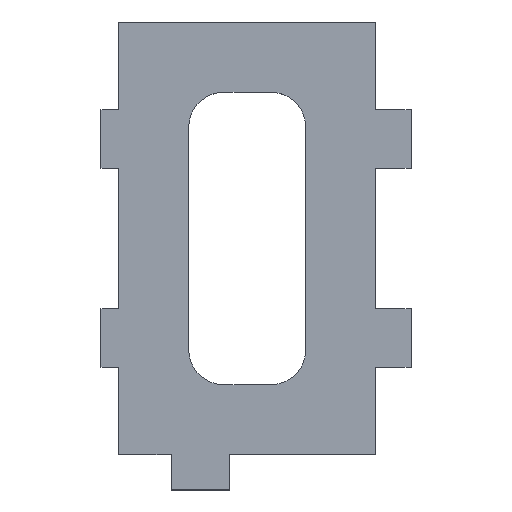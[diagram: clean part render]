
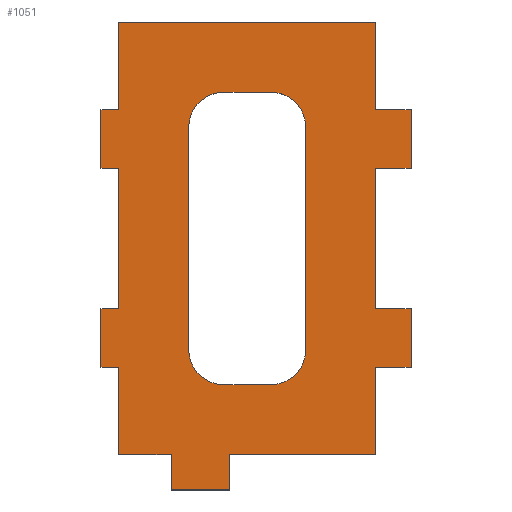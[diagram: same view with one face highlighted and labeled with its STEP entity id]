
A CAD part, top view. The second image highlights one B-rep face of the part: STEP entity #1051.
In plain terms, the highlighted planar face has unit normal (0, 0, 1).
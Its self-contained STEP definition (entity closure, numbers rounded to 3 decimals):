
#42=CARTESIAN_POINT('Vertex',(22.,74.,3.)) ;
#56=CARTESIAN_POINT('Vertex',(-22.,74.,3.)) ;
#59=CARTESIAN_POINT('Line Origine',(0.,74.,3.)) ;
#87=CARTESIAN_POINT('Vertex',(-22.,59.,3.)) ;
#90=CARTESIAN_POINT('Line Origine',(-22.,66.5,3.)) ;
#118=CARTESIAN_POINT('Vertex',(-25.,59.,3.)) ;
#121=CARTESIAN_POINT('Line Origine',(-23.5,59.,3.)) ;
#149=CARTESIAN_POINT('Vertex',(-25.,49.,3.)) ;
#152=CARTESIAN_POINT('Line Origine',(-25.,54.,3.)) ;
#180=CARTESIAN_POINT('Vertex',(-22.,49.,3.)) ;
#183=CARTESIAN_POINT('Line Origine',(-23.5,49.,3.)) ;
#206=CARTESIAN_POINT('Vertex',(-22.,25.,3.)) ;
#209=CARTESIAN_POINT('Line Origine',(-22.,37.,3.)) ;
#237=CARTESIAN_POINT('Vertex',(-25.,25.,3.)) ;
#240=CARTESIAN_POINT('Line Origine',(-23.5,25.,3.)) ;
#263=CARTESIAN_POINT('Vertex',(-25.,15.,3.)) ;
#266=CARTESIAN_POINT('Line Origine',(-25.,20.,3.)) ;
#294=CARTESIAN_POINT('Vertex',(-22.,15.,3.)) ;
#297=CARTESIAN_POINT('Line Origine',(-23.5,15.,3.)) ;
#320=CARTESIAN_POINT('Vertex',(-22.,0.,3.)) ;
#323=CARTESIAN_POINT('Line Origine',(-22.,7.5,3.)) ;
#351=CARTESIAN_POINT('Vertex',(-13.,0.,3.)) ;
#354=CARTESIAN_POINT('Line Origine',(-17.5,0.,3.)) ;
#382=CARTESIAN_POINT('Vertex',(-13.,-6.,3.)) ;
#385=CARTESIAN_POINT('Line Origine',(-13.,-3.,3.)) ;
#413=CARTESIAN_POINT('Vertex',(-3.,-6.,3.)) ;
#416=CARTESIAN_POINT('Line Origine',(-8.,-6.,3.)) ;
#444=CARTESIAN_POINT('Vertex',(-3.,0.,3.)) ;
#447=CARTESIAN_POINT('Line Origine',(-3.,-3.,3.)) ;
#470=CARTESIAN_POINT('Vertex',(22.,0.,3.)) ;
#473=CARTESIAN_POINT('Line Origine',(9.5,0.,3.)) ;
#501=CARTESIAN_POINT('Vertex',(22.,15.,3.)) ;
#504=CARTESIAN_POINT('Line Origine',(22.,7.5,3.)) ;
#527=CARTESIAN_POINT('Vertex',(28.,15.,3.)) ;
#530=CARTESIAN_POINT('Line Origine',(25.,15.,3.)) ;
#558=CARTESIAN_POINT('Vertex',(28.,25.,3.)) ;
#561=CARTESIAN_POINT('Line Origine',(28.,20.,3.)) ;
#584=CARTESIAN_POINT('Vertex',(22.,25.,3.)) ;
#587=CARTESIAN_POINT('Line Origine',(25.,25.,3.)) ;
#610=CARTESIAN_POINT('Vertex',(22.,49.,3.)) ;
#613=CARTESIAN_POINT('Line Origine',(22.,37.,3.)) ;
#636=CARTESIAN_POINT('Vertex',(28.,49.,3.)) ;
#639=CARTESIAN_POINT('Line Origine',(25.,49.,3.)) ;
#662=CARTESIAN_POINT('Vertex',(28.,59.,3.)) ;
#665=CARTESIAN_POINT('Line Origine',(28.,54.,3.)) ;
#688=CARTESIAN_POINT('Vertex',(22.,59.,3.)) ;
#691=CARTESIAN_POINT('Line Origine',(25.,59.,3.)) ;
#708=CARTESIAN_POINT('Line Origine',(22.,66.5,3.)) ;
#725=CARTESIAN_POINT('Line Origine',(0.,62.,3.)) ;
#729=CARTESIAN_POINT('Vertex',(4.,62.,3.)) ;
#731=CARTESIAN_POINT('Vertex',(-4.,62.,3.)) ;
#765=CARTESIAN_POINT('Axis2P3D Location',(4.,56.,3.)) ;
#769=CARTESIAN_POINT('Vertex',(10.,56.,3.)) ;
#796=CARTESIAN_POINT('Line Origine',(10.,37.,3.)) ;
#800=CARTESIAN_POINT('Vertex',(10.,18.,3.)) ;
#827=CARTESIAN_POINT('Axis2P3D Location',(4.,18.,3.)) ;
#831=CARTESIAN_POINT('Vertex',(4.,12.,3.)) ;
#858=CARTESIAN_POINT('Line Origine',(0.,12.,3.)) ;
#862=CARTESIAN_POINT('Vertex',(-4.,12.,3.)) ;
#889=CARTESIAN_POINT('Axis2P3D Location',(-4.,18.,3.)) ;
#893=CARTESIAN_POINT('Vertex',(-10.,18.,3.)) ;
#920=CARTESIAN_POINT('Line Origine',(-10.,37.,3.)) ;
#924=CARTESIAN_POINT('Vertex',(-10.,56.,3.)) ;
#951=CARTESIAN_POINT('Axis2P3D Location',(-4.,56.,3.)) ;
#1010=CARTESIAN_POINT('Axis2P3D Location',(0.,0.,3.)) ;
#61=VECTOR('Line Direction',#60,1.) ;
#92=VECTOR('Line Direction',#91,1.) ;
#123=VECTOR('Line Direction',#122,1.) ;
#154=VECTOR('Line Direction',#153,1.) ;
#185=VECTOR('Line Direction',#184,1.) ;
#211=VECTOR('Line Direction',#210,1.) ;
#242=VECTOR('Line Direction',#241,1.) ;
#268=VECTOR('Line Direction',#267,1.) ;
#299=VECTOR('Line Direction',#298,1.) ;
#325=VECTOR('Line Direction',#324,1.) ;
#356=VECTOR('Line Direction',#355,1.) ;
#387=VECTOR('Line Direction',#386,1.) ;
#418=VECTOR('Line Direction',#417,1.) ;
#449=VECTOR('Line Direction',#448,1.) ;
#475=VECTOR('Line Direction',#474,1.) ;
#506=VECTOR('Line Direction',#505,1.) ;
#532=VECTOR('Line Direction',#531,1.) ;
#563=VECTOR('Line Direction',#562,1.) ;
#589=VECTOR('Line Direction',#588,1.) ;
#615=VECTOR('Line Direction',#614,1.) ;
#641=VECTOR('Line Direction',#640,1.) ;
#667=VECTOR('Line Direction',#666,1.) ;
#693=VECTOR('Line Direction',#692,1.) ;
#710=VECTOR('Line Direction',#709,1.) ;
#727=VECTOR('Line Direction',#726,1.) ;
#798=VECTOR('Line Direction',#797,1.) ;
#860=VECTOR('Line Direction',#859,1.) ;
#922=VECTOR('Line Direction',#921,1.) ;
#60=DIRECTION('Vector Direction',(-1.,0.,0.)) ;
#91=DIRECTION('Vector Direction',(0.,-1.,0.)) ;
#122=DIRECTION('Vector Direction',(-1.,0.,0.)) ;
#153=DIRECTION('Vector Direction',(0.,-1.,0.)) ;
#184=DIRECTION('Vector Direction',(1.,0.,0.)) ;
#210=DIRECTION('Vector Direction',(0.,-1.,0.)) ;
#241=DIRECTION('Vector Direction',(-1.,0.,0.)) ;
#267=DIRECTION('Vector Direction',(0.,-1.,0.)) ;
#298=DIRECTION('Vector Direction',(1.,0.,0.)) ;
#324=DIRECTION('Vector Direction',(0.,-1.,0.)) ;
#355=DIRECTION('Vector Direction',(1.,0.,0.)) ;
#386=DIRECTION('Vector Direction',(0.,-1.,0.)) ;
#417=DIRECTION('Vector Direction',(1.,0.,0.)) ;
#448=DIRECTION('Vector Direction',(0.,1.,0.)) ;
#474=DIRECTION('Vector Direction',(-1.,0.,0.)) ;
#505=DIRECTION('Vector Direction',(0.,-1.,0.)) ;
#531=DIRECTION('Vector Direction',(-1.,0.,0.)) ;
#562=DIRECTION('Vector Direction',(0.,-1.,0.)) ;
#588=DIRECTION('Vector Direction',(1.,0.,0.)) ;
#614=DIRECTION('Vector Direction',(0.,-1.,0.)) ;
#640=DIRECTION('Vector Direction',(-1.,0.,0.)) ;
#666=DIRECTION('Vector Direction',(0.,-1.,0.)) ;
#692=DIRECTION('Vector Direction',(1.,0.,0.)) ;
#709=DIRECTION('Vector Direction',(0.,-1.,0.)) ;
#726=DIRECTION('Vector Direction',(1.,0.,0.)) ;
#766=DIRECTION('Axis2P3D Direction',(0.,0.,1.)) ;
#797=DIRECTION('Vector Direction',(0.,1.,0.)) ;
#828=DIRECTION('Axis2P3D Direction',(0.,0.,1.)) ;
#859=DIRECTION('Vector Direction',(-1.,0.,0.)) ;
#890=DIRECTION('Axis2P3D Direction',(0.,0.,1.)) ;
#921=DIRECTION('Vector Direction',(0.,-1.,0.)) ;
#952=DIRECTION('Axis2P3D Direction',(0.,0.,1.)) ;
#1011=DIRECTION('Axis2P3D Direction',(0.,0.,1.)) ;
#1012=DIRECTION('Axis2P3D XDirection',(1.,0.,0.)) ;
#767=AXIS2_PLACEMENT_3D('Circle Axis2P3D',#765,#766,$) ;
#829=AXIS2_PLACEMENT_3D('Circle Axis2P3D',#827,#828,$) ;
#891=AXIS2_PLACEMENT_3D('Circle Axis2P3D',#889,#890,$) ;
#953=AXIS2_PLACEMENT_3D('Circle Axis2P3D',#951,#952,$) ;
#1013=AXIS2_PLACEMENT_3D('Plane Axis2P3D',#1010,#1011,#1012) ;
#62=LINE('Line',#59,#61) ;
#93=LINE('Line',#90,#92) ;
#124=LINE('Line',#121,#123) ;
#155=LINE('Line',#152,#154) ;
#186=LINE('Line',#183,#185) ;
#212=LINE('Line',#209,#211) ;
#243=LINE('Line',#240,#242) ;
#269=LINE('Line',#266,#268) ;
#300=LINE('Line',#297,#299) ;
#326=LINE('Line',#323,#325) ;
#357=LINE('Line',#354,#356) ;
#388=LINE('Line',#385,#387) ;
#419=LINE('Line',#416,#418) ;
#450=LINE('Line',#447,#449) ;
#476=LINE('Line',#473,#475) ;
#507=LINE('Line',#504,#506) ;
#533=LINE('Line',#530,#532) ;
#564=LINE('Line',#561,#563) ;
#590=LINE('Line',#587,#589) ;
#616=LINE('Line',#613,#615) ;
#642=LINE('Line',#639,#641) ;
#668=LINE('Line',#665,#667) ;
#694=LINE('Line',#691,#693) ;
#711=LINE('Line',#708,#710) ;
#728=LINE('Line',#725,#727) ;
#799=LINE('Line',#796,#798) ;
#861=LINE('Line',#858,#860) ;
#923=LINE('Line',#920,#922) ;
#768=CIRCLE('generated circle',#767,6.) ;
#830=CIRCLE('generated circle',#829,6.) ;
#892=CIRCLE('generated circle',#891,6.) ;
#954=CIRCLE('generated circle',#953,6.) ;
#1014=PLANE('',#1013) ;
#1050=FACE_BOUND('',#1041,.T.) ;
#63=EDGE_CURVE('',#43,#57,#62,.T.) ;
#94=EDGE_CURVE('',#57,#88,#93,.T.) ;
#125=EDGE_CURVE('',#88,#119,#124,.T.) ;
#156=EDGE_CURVE('',#119,#150,#155,.T.) ;
#187=EDGE_CURVE('',#150,#181,#186,.T.) ;
#213=EDGE_CURVE('',#181,#207,#212,.T.) ;
#244=EDGE_CURVE('',#207,#238,#243,.T.) ;
#270=EDGE_CURVE('',#238,#264,#269,.T.) ;
#301=EDGE_CURVE('',#264,#295,#300,.T.) ;
#327=EDGE_CURVE('',#295,#321,#326,.T.) ;
#358=EDGE_CURVE('',#321,#352,#357,.T.) ;
#389=EDGE_CURVE('',#352,#383,#388,.T.) ;
#420=EDGE_CURVE('',#383,#414,#419,.T.) ;
#451=EDGE_CURVE('',#414,#445,#450,.T.) ;
#477=EDGE_CURVE('',#445,#471,#476,.F.) ;
#508=EDGE_CURVE('',#471,#502,#507,.F.) ;
#534=EDGE_CURVE('',#502,#528,#533,.F.) ;
#565=EDGE_CURVE('',#528,#559,#564,.F.) ;
#591=EDGE_CURVE('',#559,#585,#590,.F.) ;
#617=EDGE_CURVE('',#585,#611,#616,.F.) ;
#643=EDGE_CURVE('',#611,#637,#642,.F.) ;
#669=EDGE_CURVE('',#637,#663,#668,.F.) ;
#695=EDGE_CURVE('',#663,#689,#694,.F.) ;
#712=EDGE_CURVE('',#689,#43,#711,.F.) ;
#733=EDGE_CURVE('',#730,#732,#728,.F.) ;
#771=EDGE_CURVE('',#770,#730,#768,.T.) ;
#802=EDGE_CURVE('',#801,#770,#799,.T.) ;
#833=EDGE_CURVE('',#832,#801,#830,.T.) ;
#864=EDGE_CURVE('',#863,#832,#861,.F.) ;
#895=EDGE_CURVE('',#894,#863,#892,.T.) ;
#926=EDGE_CURVE('',#925,#894,#923,.T.) ;
#955=EDGE_CURVE('',#732,#925,#954,.T.) ;
#1016=ORIENTED_EDGE('',*,*,#63,.T.) ;
#1017=ORIENTED_EDGE('',*,*,#94,.T.) ;
#1018=ORIENTED_EDGE('',*,*,#125,.T.) ;
#1019=ORIENTED_EDGE('',*,*,#156,.T.) ;
#1020=ORIENTED_EDGE('',*,*,#187,.T.) ;
#1021=ORIENTED_EDGE('',*,*,#213,.T.) ;
#1022=ORIENTED_EDGE('',*,*,#244,.T.) ;
#1023=ORIENTED_EDGE('',*,*,#270,.T.) ;
#1024=ORIENTED_EDGE('',*,*,#301,.T.) ;
#1025=ORIENTED_EDGE('',*,*,#327,.T.) ;
#1026=ORIENTED_EDGE('',*,*,#358,.T.) ;
#1027=ORIENTED_EDGE('',*,*,#389,.T.) ;
#1028=ORIENTED_EDGE('',*,*,#420,.T.) ;
#1029=ORIENTED_EDGE('',*,*,#451,.T.) ;
#1030=ORIENTED_EDGE('',*,*,#477,.T.) ;
#1031=ORIENTED_EDGE('',*,*,#508,.T.) ;
#1032=ORIENTED_EDGE('',*,*,#534,.T.) ;
#1033=ORIENTED_EDGE('',*,*,#565,.T.) ;
#1034=ORIENTED_EDGE('',*,*,#591,.T.) ;
#1035=ORIENTED_EDGE('',*,*,#617,.T.) ;
#1036=ORIENTED_EDGE('',*,*,#643,.T.) ;
#1037=ORIENTED_EDGE('',*,*,#669,.T.) ;
#1038=ORIENTED_EDGE('',*,*,#695,.T.) ;
#1039=ORIENTED_EDGE('',*,*,#712,.T.) ;
#1042=ORIENTED_EDGE('',*,*,#733,.F.) ;
#1043=ORIENTED_EDGE('',*,*,#771,.F.) ;
#1044=ORIENTED_EDGE('',*,*,#802,.F.) ;
#1045=ORIENTED_EDGE('',*,*,#833,.F.) ;
#1046=ORIENTED_EDGE('',*,*,#864,.F.) ;
#1047=ORIENTED_EDGE('',*,*,#895,.F.) ;
#1048=ORIENTED_EDGE('',*,*,#926,.F.) ;
#1049=ORIENTED_EDGE('',*,*,#955,.F.) ;
#1015=EDGE_LOOP('',(#1016,#1017,#1018,#1019,#1020,#1021,#1022,#1023,#1024,#1025,#1026,#1027,#1028,#1029,#1030,#1031,#1032,#1033,#1034,#1035,#1036,#1037,#1038,#1039)) ;
#1041=EDGE_LOOP('',(#1042,#1043,#1044,#1045,#1046,#1047,#1048,#1049)) ;
#43=VERTEX_POINT('',#42) ;
#57=VERTEX_POINT('',#56) ;
#88=VERTEX_POINT('',#87) ;
#119=VERTEX_POINT('',#118) ;
#150=VERTEX_POINT('',#149) ;
#181=VERTEX_POINT('',#180) ;
#207=VERTEX_POINT('',#206) ;
#238=VERTEX_POINT('',#237) ;
#264=VERTEX_POINT('',#263) ;
#295=VERTEX_POINT('',#294) ;
#321=VERTEX_POINT('',#320) ;
#352=VERTEX_POINT('',#351) ;
#383=VERTEX_POINT('',#382) ;
#414=VERTEX_POINT('',#413) ;
#445=VERTEX_POINT('',#444) ;
#471=VERTEX_POINT('',#470) ;
#502=VERTEX_POINT('',#501) ;
#528=VERTEX_POINT('',#527) ;
#559=VERTEX_POINT('',#558) ;
#585=VERTEX_POINT('',#584) ;
#611=VERTEX_POINT('',#610) ;
#637=VERTEX_POINT('',#636) ;
#663=VERTEX_POINT('',#662) ;
#689=VERTEX_POINT('',#688) ;
#730=VERTEX_POINT('',#729) ;
#732=VERTEX_POINT('',#731) ;
#770=VERTEX_POINT('',#769) ;
#801=VERTEX_POINT('',#800) ;
#832=VERTEX_POINT('',#831) ;
#863=VERTEX_POINT('',#862) ;
#894=VERTEX_POINT('',#893) ;
#925=VERTEX_POINT('',#924) ;
#1051=ADVANCED_FACE('PartBody',(#1040,#1050),#1014,.T.) ;
#1040=FACE_OUTER_BOUND('',#1015,.T.) ;
